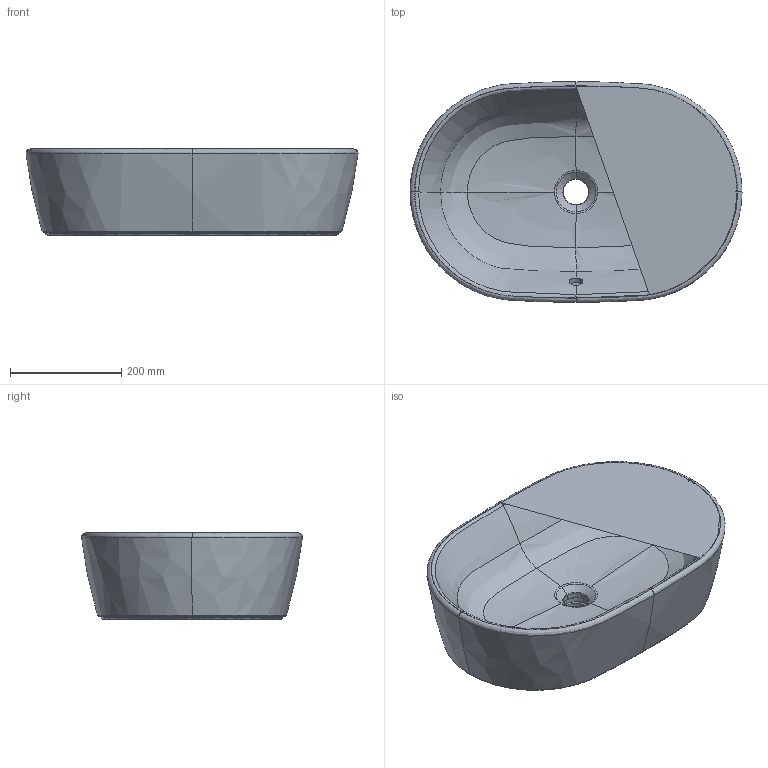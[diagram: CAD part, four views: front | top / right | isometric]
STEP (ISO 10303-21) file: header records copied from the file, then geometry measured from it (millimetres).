
FILE_DESCRIPTION(/* description */ (''),/* implementation_level */ '2;1');
FILE_NAME(/* name */ '5A2660_5A2661.stp',/* time_stamp */ '2020-07-14T11:05:55+02:00',/* author */ (''),/* organization */ (''),/* preprocessor_version */ 'ST-DEVELOPER v16.7',/* originating_system */ 'SIEMENS PLM Software NX 1863',/* authorisation */ '');
FILE_SCHEMA (('AUTOMOTIVE_DESIGN { 1 0 10303 214 3 1 1 1 }'));
Products named in the file (1): koeb16EC48C9gbt9
Bounding box: 598.12 x 398.11 x 155 mm (x, y, z)
Volume: 6194021.5 mm3; surface area: 1166606.8 mm2
Topology: 1 solids, 1 shells, 541 faces, 1280 edges, 706 vertices
Faces by surface type: bspline 479, sphere 21, cone 18, plane 16, torus 7
Entity records: 46073 total; most frequent: CARTESIAN_POINT 37578, ORIENTED_EDGE 2496, EDGE_CURVE 1248, B_SPLINE_CURVE_WITH_KNOTS 934, VERTEX_POINT 704, DIRECTION 660, EDGE_LOOP 548, ADVANCED_FACE 541
